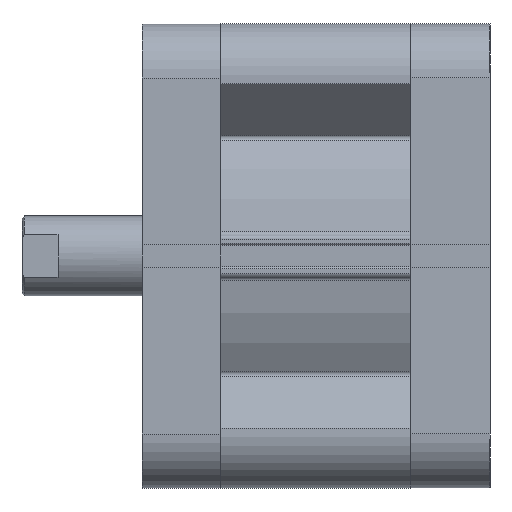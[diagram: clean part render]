
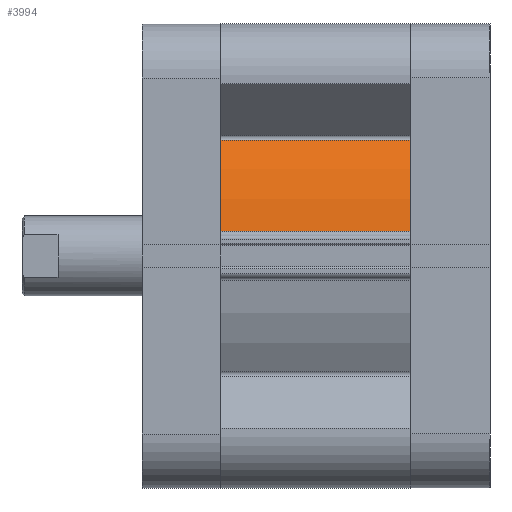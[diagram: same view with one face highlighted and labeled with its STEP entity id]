
A CAD part, front view. The second image highlights one B-rep face of the part: STEP entity #3994.
In plain terms, the highlighted cylindrical face has radius 53.5 mm (diameter 107 mm), a partial arc.
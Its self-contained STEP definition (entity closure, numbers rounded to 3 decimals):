
#1072 = AXIS2_PLACEMENT_3D ( 'NONE', #6841, #6850, #6851 ) ;
#1073 = AXIS2_PLACEMENT_3D ( 'NONE', #6875, #6877, #6878 ) ;
#1471 = EDGE_CURVE ( 'NONE', #2168, #2054, #6275, .T. ) ;
#1480 = EDGE_CURVE ( 'NONE', #2041, #2054, #6286, .T. ) ;
#1481 = EDGE_CURVE ( 'NONE', #2088, #2041, #6291, .T. ) ;
#1482 = EDGE_CURVE ( 'NONE', #2168, #2088, #6283, .T. ) ;
#2041 = VERTEX_POINT ( 'NONE', #9240 ) ;
#2054 = VERTEX_POINT ( 'NONE', #9253 ) ;
#2088 = VERTEX_POINT ( 'NONE', #9287 ) ;
#2168 = VERTEX_POINT ( 'NONE', #9367 ) ;
#3231 = ORIENTED_EDGE ( 'NONE', *, *, #1482, .T. ) ;
#3234 = ORIENTED_EDGE ( 'NONE', *, *, #1471, .F. ) ;
#3238 = ORIENTED_EDGE ( 'NONE', *, *, #1480, .T. ) ;
#3240 = ORIENTED_EDGE ( 'NONE', *, *, #1481, .T. ) ;
#3994 = ADVANCED_FACE ( 'NONE', ( #8275 ), #8278, .T. ) ;
#6275 = CIRCLE ( 'NONE', #1072, 53.5 ) ;
#6278 = VECTOR ( 'NONE', #6874, 1000. ) ;
#6283 = LINE ( 'NONE', #6879, #6285 ) ;
#6285 = VECTOR ( 'NONE', #6880, 1000. ) ;
#6286 = LINE ( 'NONE', #6866, #6278 ) ;
#6291 = CIRCLE ( 'NONE', #1073, 53.5 ) ;
#6841 = CARTESIAN_POINT ( 'NONE',  ( 0., 0., 47.5 ) ) ;
#6850 = DIRECTION ( 'NONE',  ( 0., 0., 1. ) ) ;
#6851 = DIRECTION ( 'NONE',  ( 1., 0., 0. ) ) ;
#6866 = CARTESIAN_POINT ( 'NONE',  ( 28.996, -44.961, 47.5 ) ) ;
#6874 = DIRECTION ( 'NONE',  ( 0., 0., 1. ) ) ;
#6875 = CARTESIAN_POINT ( 'NONE',  ( 0., 0., 0. ) ) ;
#6877 = DIRECTION ( 'NONE',  ( 0., 0., 1. ) ) ;
#6878 = DIRECTION ( 'NONE',  ( 1., 0., 0. ) ) ;
#6879 = CARTESIAN_POINT ( 'NONE',  ( 6.135, -53.147, 47.5 ) ) ;
#6880 = DIRECTION ( 'NONE',  ( 0., 0., -1. ) ) ;
#8275 = FACE_OUTER_BOUND ( 'NONE', #10593, .T. ) ;
#8278 = CYLINDRICAL_SURFACE ( 'NONE', #10452, 53.5 ) ;
#9240 = CARTESIAN_POINT ( 'NONE',  ( 28.996, -44.961, 0. ) ) ;
#9253 = CARTESIAN_POINT ( 'NONE',  ( 28.996, -44.961, 47.5 ) ) ;
#9287 = CARTESIAN_POINT ( 'NONE',  ( 6.135, -53.147, 0. ) ) ;
#9367 = CARTESIAN_POINT ( 'NONE',  ( 6.135, -53.147, 47.5 ) ) ;
#10378 = DIRECTION ( 'NONE',  ( -1., 0., 0. ) ) ;
#10379 = DIRECTION ( 'NONE',  ( 0., 0., -1. ) ) ;
#10380 = CARTESIAN_POINT ( 'NONE',  ( 0., 0., 47.5 ) ) ;
#10452 = AXIS2_PLACEMENT_3D ( 'NONE', #10380, #10379, #10378 ) ;
#10593 = EDGE_LOOP ( 'NONE', ( #3240, #3238, #3234, #3231 ) ) ;
